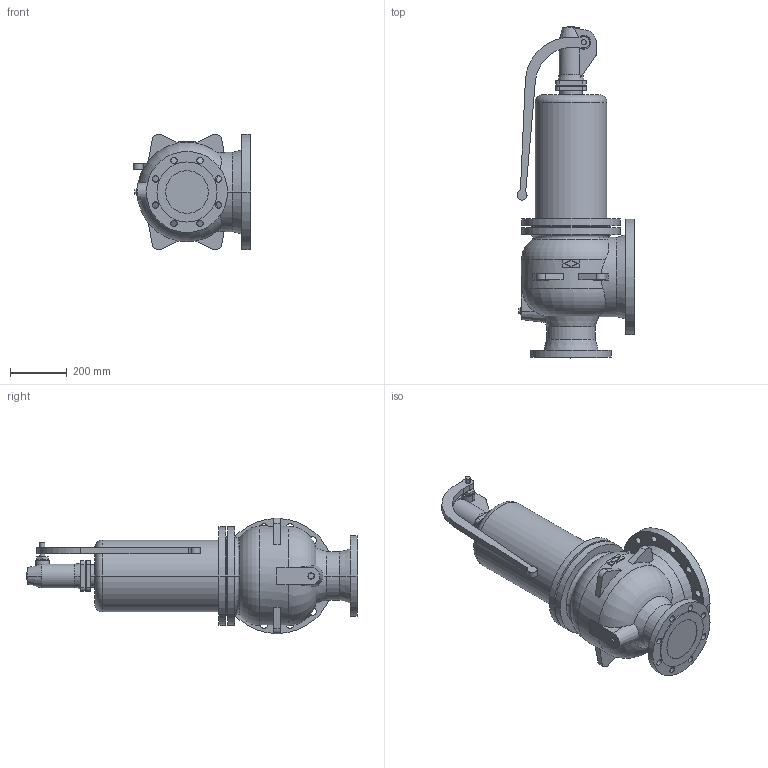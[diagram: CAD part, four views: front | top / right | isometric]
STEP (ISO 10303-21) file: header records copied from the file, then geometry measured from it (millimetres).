
FILE_DESCRIPTION(('Creo Elements/Direct Modeling STEP Export'),'2;1');
FILE_NAME('c000000800.stp','2013-11-13T10:53:42',(''),(''),'Creo Elements/Direct Modeling STEP processor for AP214 (Solid Model)','Creo Elements/Direct Modeling 17.0D 15-Jul-2011 (C) Parametric Technology GmbH','');
FILE_SCHEMA(('AUTOMOTIVE_DESIGN { 1 0 10303 214 1 1 1 1 }'));
Length unit declared in the file: millimetre
Products named in the file (1): 1
Bounding box: 414.75 x 1168 x 407.43 mm (x, y, z)
Volume: 64652384.3 mm3; surface area: 1597961.5 mm2
Topology: 1 solids, 1 shells, 225 faces, 571 edges, 378 vertices
Faces by surface type: cylinder 109, plane 96, cone 13, torus 7
Entity records: 6859 total; most frequent: CARTESIAN_POINT 1498, ORIENTED_EDGE 1142, DIRECTION 1066, EDGE_CURVE 571, AXIS2_PLACEMENT_3D 396, VERTEX_POINT 378, EDGE_LOOP 295, VECTOR 274
